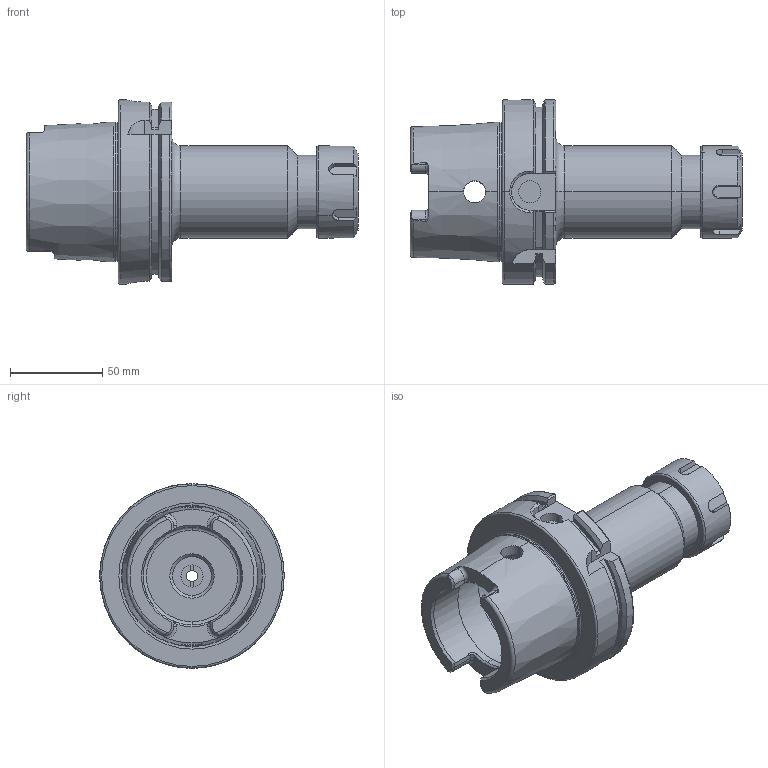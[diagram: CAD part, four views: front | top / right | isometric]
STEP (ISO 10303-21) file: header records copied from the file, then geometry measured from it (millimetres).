
FILE_DESCRIPTION (( 'STEP AP203' ), '1' );
FILE_NAME ('FWA100H-ERS32130.STEP', '2024-09-05T04:40:49', ( '' ), ( '' ), 'SwSTEP 2.0', 'SolidWorks 2024', '' );
FILE_SCHEMA (( 'CONFIG_CONTROL_DESIGN' ));
Length unit declared in the file: millimetre
Products named in the file (4): FTSCWM22X1.5; HSKA100CCHER32130WW; FWA100H-ERS32130; FTNUTER32
Assembly tree (3 placements, depth 2):
  FWA100H-ERS32130
    HSKA100CCHER32130WW
    FTNUTER32
    FTSCWM22X1.5
Bounding box: 180 x 100 x 100 mm (x, y, z)
Volume: 400933.6 mm3; surface area: 79526.3 mm2
Topology: 3 solids, 3 shells, 259 faces, 656 edges, 408 vertices
Faces by surface type: plane 95, cylinder 68, cone 55, torus 31, bspline 10
Entity records: 9656 total; most frequent: CARTESIAN_POINT 3135, ORIENTED_EDGE 1308, DIRECTION 1266, EDGE_CURVE 654, AXIS2_PLACEMENT_3D 507, VERTEX_POINT 408, EDGE_LOOP 276, ADVANCED_FACE 259
